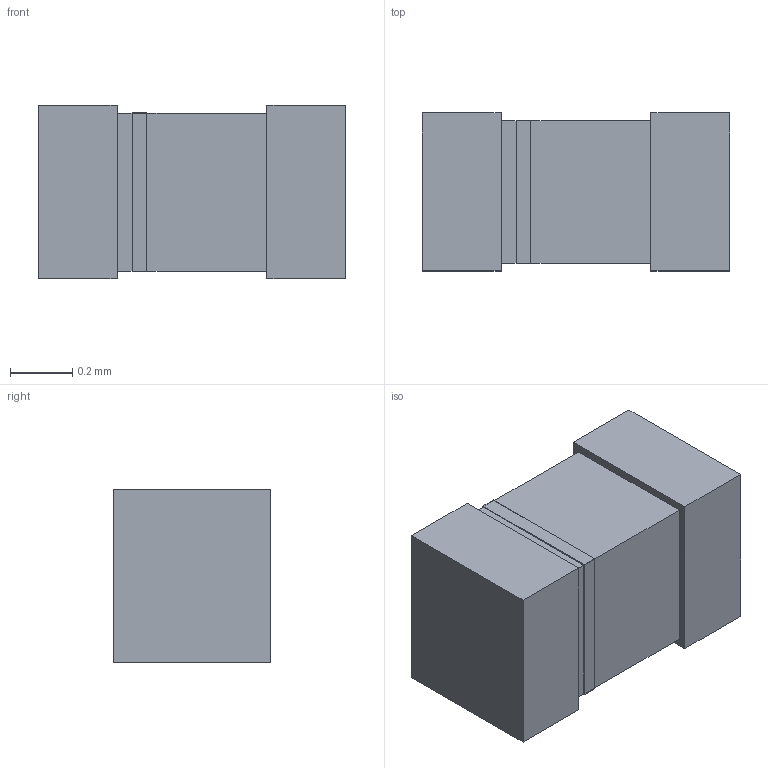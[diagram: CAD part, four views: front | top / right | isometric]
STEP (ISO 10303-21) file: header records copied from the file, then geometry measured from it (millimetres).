
FILE_DESCRIPTION(('FreeCAD Model'),'2;1');
FILE_NAME('cap0402.step','2017-11-13T21:39:38',( 'kicad StepUp'),('ksu MCAD'),'Open CASCADE STEP processor 6.8', 'FreeCAD','Unknown');
FILE_SCHEMA(('AUTOMOTIVE_DESIGN_CC2 { 1 2 10303 214 -1 1 5 4 }'));
Length unit declared in the file: millimetre
Products named in the file (2): ASSEMBLY; cap0402
Assembly tree (1 placements, depth 2):
  ASSEMBLY
    cap0402
Bounding box: 0.99 x 0.51 x 0.56 mm (x, y, z)
Surface area: 3.8 mm2 (no closed solid volume)
Topology: 0 solids, 5 shells, 34 faces, 69 edges, 40 vertices
Faces by surface type: plane 34
Entity records: 1131 total; most frequent: ORIENTED_EDGE 152, CARTESIAN_POINT 145, DIRECTION 141, EDGE_CURVE 69, LINE 69, VECTOR 69, VERTEX_POINT 40, AXIS2_PLACEMENT_3D 36
